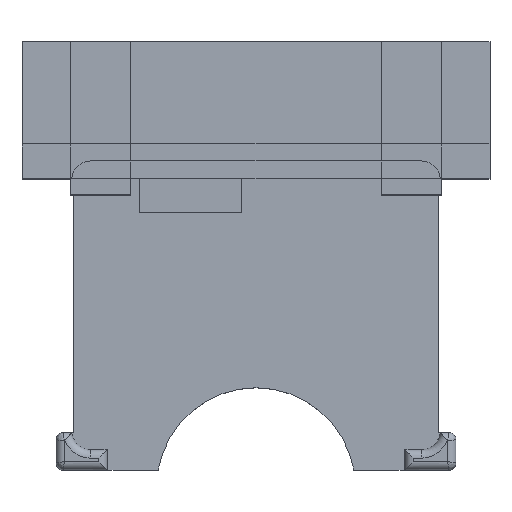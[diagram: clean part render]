
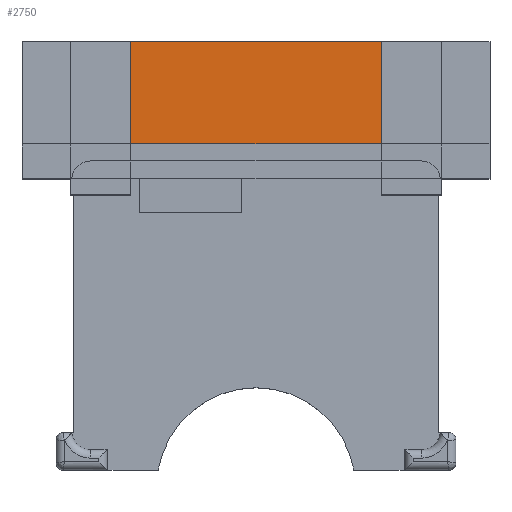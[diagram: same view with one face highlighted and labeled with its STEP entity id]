
A CAD part, top view. The second image highlights one B-rep face of the part: STEP entity #2750.
In plain terms, the highlighted planar face has unit normal (0, 0, 1).
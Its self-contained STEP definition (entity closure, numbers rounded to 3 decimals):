
#433 = PLANE('',#434);
#434 = AXIS2_PLACEMENT_3D('',#435,#436,#437);
#435 = CARTESIAN_POINT('',(0.,50.3,0.));
#436 = DIRECTION('',(0.,1.,0.));
#437 = DIRECTION('',(1.,0.,0.));
#923 = VERTEX_POINT('',#924);
#924 = CARTESIAN_POINT('',(12.8,50.3,18.));
#945 = EDGE_CURVE('',#923,#946,#948,.T.);
#946 = VERTEX_POINT('',#947);
#947 = CARTESIAN_POINT('',(42.2,50.3,18.));
#948 = SURFACE_CURVE('',#949,(#953,#960),.PCURVE_S1.);
#949 = LINE('',#950,#951);
#950 = CARTESIAN_POINT('',(0.,50.3,18.));
#951 = VECTOR('',#952,1.);
#952 = DIRECTION('',(1.,0.,0.));
#953 = PCURVE('',#433,#954);
#954 = DEFINITIONAL_REPRESENTATION('',(#955),#959);
#955 = LINE('',#956,#957);
#956 = CARTESIAN_POINT('',(0.,-18.));
#957 = VECTOR('',#958,1.);
#958 = DIRECTION('',(1.,0.));
#959 = ( GEOMETRIC_REPRESENTATION_CONTEXT(2) 
PARAMETRIC_REPRESENTATION_CONTEXT() REPRESENTATION_CONTEXT('2D SPACE',''
  ) );
#960 = PCURVE('',#961,#966);
#961 = PLANE('',#962);
#962 = AXIS2_PLACEMENT_3D('',#963,#964,#965);
#963 = CARTESIAN_POINT('',(5.85,34.2,18.));
#964 = DIRECTION('',(0.,0.,1.));
#965 = DIRECTION('',(1.,0.,0.));
#966 = DEFINITIONAL_REPRESENTATION('',(#967),#971);
#967 = LINE('',#968,#969);
#968 = CARTESIAN_POINT('',(-5.85,16.1));
#969 = VECTOR('',#970,1.);
#970 = DIRECTION('',(1.,0.));
#971 = ( GEOMETRIC_REPRESENTATION_CONTEXT(2) 
PARAMETRIC_REPRESENTATION_CONTEXT() REPRESENTATION_CONTEXT('2D SPACE',''
  ) );
#2622 = PLANE('',#2623);
#2623 = AXIS2_PLACEMENT_3D('',#2624,#2625,#2626);
#2624 = CARTESIAN_POINT('',(5.85,34.2,18.));
#2625 = DIRECTION('',(0.,0.,1.));
#2626 = DIRECTION('',(1.,0.,0.));
#2682 = PLANE('',#2683);
#2683 = AXIS2_PLACEMENT_3D('',#2684,#2685,#2686);
#2684 = CARTESIAN_POINT('',(5.85,34.2,18.));
#2685 = DIRECTION('',(0.,0.,1.));
#2686 = DIRECTION('',(1.,0.,0.));
#2750 = ADVANCED_FACE('',(#2751),#961,.T.);
#2751 = FACE_BOUND('',#2752,.T.);
#2752 = EDGE_LOOP('',(#2753,#2776,#2804,#2825));
#2753 = ORIENTED_EDGE('',*,*,#2754,.T.);
#2754 = EDGE_CURVE('',#923,#2755,#2757,.T.);
#2755 = VERTEX_POINT('',#2756);
#2756 = CARTESIAN_POINT('',(12.8,38.3,18.));
#2757 = SURFACE_CURVE('',#2758,(#2762,#2769),.PCURVE_S1.);
#2758 = LINE('',#2759,#2760);
#2759 = CARTESIAN_POINT('',(12.8,50.3,18.));
#2760 = VECTOR('',#2761,1.);
#2761 = DIRECTION('',(0.,-1.,0.));
#2762 = PCURVE('',#961,#2763);
#2763 = DEFINITIONAL_REPRESENTATION('',(#2764),#2768);
#2764 = LINE('',#2765,#2766);
#2765 = CARTESIAN_POINT('',(6.95,16.1));
#2766 = VECTOR('',#2767,1.);
#2767 = DIRECTION('',(0.,-1.));
#2768 = ( GEOMETRIC_REPRESENTATION_CONTEXT(2) 
PARAMETRIC_REPRESENTATION_CONTEXT() REPRESENTATION_CONTEXT('2D SPACE',''
  ) );
#2769 = PCURVE('',#2622,#2770);
#2770 = DEFINITIONAL_REPRESENTATION('',(#2771),#2775);
#2771 = LINE('',#2772,#2773);
#2772 = CARTESIAN_POINT('',(6.95,16.1));
#2773 = VECTOR('',#2774,1.);
#2774 = DIRECTION('',(0.,-1.));
#2775 = ( GEOMETRIC_REPRESENTATION_CONTEXT(2) 
PARAMETRIC_REPRESENTATION_CONTEXT() REPRESENTATION_CONTEXT('2D SPACE',''
  ) );
#2776 = ORIENTED_EDGE('',*,*,#2777,.T.);
#2777 = EDGE_CURVE('',#2755,#2778,#2780,.T.);
#2778 = VERTEX_POINT('',#2779);
#2779 = CARTESIAN_POINT('',(42.2,38.3,18.));
#2780 = SURFACE_CURVE('',#2781,(#2785,#2792),.PCURVE_S1.);
#2781 = LINE('',#2782,#2783);
#2782 = CARTESIAN_POINT('',(0.,38.3,18.));
#2783 = VECTOR('',#2784,1.);
#2784 = DIRECTION('',(1.,0.,0.));
#2785 = PCURVE('',#961,#2786);
#2786 = DEFINITIONAL_REPRESENTATION('',(#2787),#2791);
#2787 = LINE('',#2788,#2789);
#2788 = CARTESIAN_POINT('',(-5.85,4.1));
#2789 = VECTOR('',#2790,1.);
#2790 = DIRECTION('',(1.,0.));
#2791 = ( GEOMETRIC_REPRESENTATION_CONTEXT(2) 
PARAMETRIC_REPRESENTATION_CONTEXT() REPRESENTATION_CONTEXT('2D SPACE',''
  ) );
#2792 = PCURVE('',#2793,#2798);
#2793 = PLANE('',#2794);
#2794 = AXIS2_PLACEMENT_3D('',#2795,#2796,#2797);
#2795 = CARTESIAN_POINT('',(5.85,34.2,18.));
#2796 = DIRECTION('',(0.,0.,1.));
#2797 = DIRECTION('',(1.,0.,0.));
#2798 = DEFINITIONAL_REPRESENTATION('',(#2799),#2803);
#2799 = LINE('',#2800,#2801);
#2800 = CARTESIAN_POINT('',(-5.85,4.1));
#2801 = VECTOR('',#2802,1.);
#2802 = DIRECTION('',(1.,0.));
#2803 = ( GEOMETRIC_REPRESENTATION_CONTEXT(2) 
PARAMETRIC_REPRESENTATION_CONTEXT() REPRESENTATION_CONTEXT('2D SPACE',''
  ) );
#2804 = ORIENTED_EDGE('',*,*,#2805,.F.);
#2805 = EDGE_CURVE('',#946,#2778,#2806,.T.);
#2806 = SURFACE_CURVE('',#2807,(#2811,#2818),.PCURVE_S1.);
#2807 = LINE('',#2808,#2809);
#2808 = CARTESIAN_POINT('',(42.2,50.3,18.));
#2809 = VECTOR('',#2810,1.);
#2810 = DIRECTION('',(0.,-1.,0.));
#2811 = PCURVE('',#961,#2812);
#2812 = DEFINITIONAL_REPRESENTATION('',(#2813),#2817);
#2813 = LINE('',#2814,#2815);
#2814 = CARTESIAN_POINT('',(36.35,16.1));
#2815 = VECTOR('',#2816,1.);
#2816 = DIRECTION('',(0.,-1.));
#2817 = ( GEOMETRIC_REPRESENTATION_CONTEXT(2) 
PARAMETRIC_REPRESENTATION_CONTEXT() REPRESENTATION_CONTEXT('2D SPACE',''
  ) );
#2818 = PCURVE('',#2682,#2819);
#2819 = DEFINITIONAL_REPRESENTATION('',(#2820),#2824);
#2820 = LINE('',#2821,#2822);
#2821 = CARTESIAN_POINT('',(36.35,16.1));
#2822 = VECTOR('',#2823,1.);
#2823 = DIRECTION('',(0.,-1.));
#2824 = ( GEOMETRIC_REPRESENTATION_CONTEXT(2) 
PARAMETRIC_REPRESENTATION_CONTEXT() REPRESENTATION_CONTEXT('2D SPACE',''
  ) );
#2825 = ORIENTED_EDGE('',*,*,#945,.F.);
